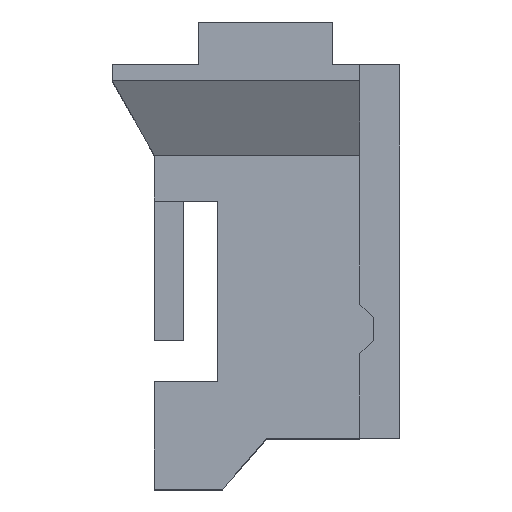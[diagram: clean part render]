
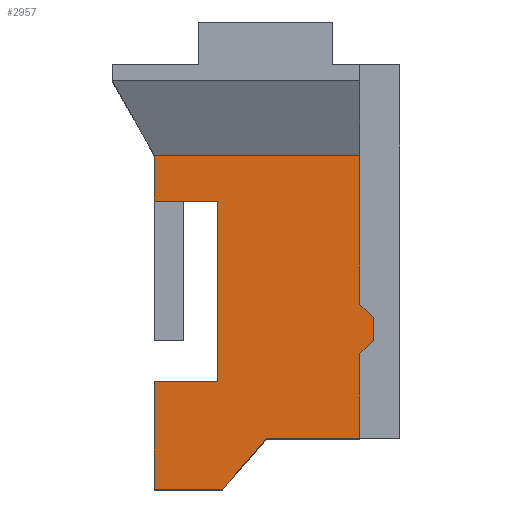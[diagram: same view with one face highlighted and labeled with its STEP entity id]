
A CAD part, top view. The second image highlights one B-rep face of the part: STEP entity #2957.
In plain terms, the highlighted planar face has unit normal (0, 0, 1).
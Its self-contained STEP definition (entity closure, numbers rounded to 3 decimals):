
#30 = EDGE_CURVE ( 'NONE', #4091, #805, #5682, .T. ) ;
#53 = ORIENTED_EDGE ( 'NONE', *, *, #3965, .T. ) ;
#147 = ORIENTED_EDGE ( 'NONE', *, *, #5514, .F. ) ;
#209 = VERTEX_POINT ( 'NONE', #6496 ) ;
#213 = DIRECTION ( 'NONE',  ( 0., 1., 0. ) ) ;
#248 = VERTEX_POINT ( 'NONE', #4779 ) ;
#318 = DIRECTION ( 'NONE',  ( 1., 0., 0. ) ) ;
#367 = DIRECTION ( 'NONE',  ( 1., 0., 0. ) ) ;
#420 = DIRECTION ( 'NONE',  ( 0., 0., -1. ) ) ;
#440 = CARTESIAN_POINT ( 'NONE',  ( -0.675, 1.613, 3.265 ) ) ;
#445 = CARTESIAN_POINT ( 'NONE',  ( 1.666, 2.569, 3.265 ) ) ;
#452 = CARTESIAN_POINT ( 'NONE',  ( -1.615, 4.318, 3.265 ) ) ;
#480 = LINE ( 'NONE', #3895, #6373 ) ;
#512 = VECTOR ( 'NONE', #6766, 1000. ) ;
#526 = VECTOR ( 'NONE', #985, 1000. ) ;
#536 = ORIENTED_EDGE ( 'NONE', *, *, #1183, .T. ) ;
#657 = LINE ( 'NONE', #5622, #512 ) ;
#682 = VERTEX_POINT ( 'NONE', #4457 ) ;
#698 = LINE ( 'NONE', #3424, #6770 ) ;
#699 = CARTESIAN_POINT ( 'NONE',  ( -1.615, 5.004, 3.265 ) ) ;
#701 = VECTOR ( 'NONE', #2192, 1000. ) ;
#771 = EDGE_CURVE ( 'NONE', #1661, #248, #7331, .T. ) ;
#805 = VERTEX_POINT ( 'NONE', #3344 ) ;
#807 = EDGE_CURVE ( 'NONE', #805, #2124, #3998, .T. ) ;
#985 = DIRECTION ( 'NONE',  ( -0.707, 0.707, 0. ) ) ;
#1031 = CARTESIAN_POINT ( 'NONE',  ( 1.463, 2.772, 3.265 ) ) ;
#1110 = ORIENTED_EDGE ( 'NONE', *, *, #7145, .F. ) ;
#1139 = PLANE ( 'NONE',  #3829 ) ;
#1183 = EDGE_CURVE ( 'NONE', #682, #5368, #480, .T. ) ;
#1236 = LINE ( 'NONE', #5197, #4056 ) ;
#1277 = DIRECTION ( 'NONE',  ( 0., 1., 0. ) ) ;
#1304 = LINE ( 'NONE', #699, #4426 ) ;
#1533 = LINE ( 'NONE', #1031, #526 ) ;
#1661 = VERTEX_POINT ( 'NONE', #2932 ) ;
#1678 = DIRECTION ( 'NONE',  ( 0.707, 0.707, 0. ) ) ;
#1749 = CARTESIAN_POINT ( 'NONE',  ( -1.615, 5.004, 3.265 ) ) ;
#1904 = ORIENTED_EDGE ( 'NONE', *, *, #5315, .T. ) ;
#1948 = EDGE_CURVE ( 'NONE', #5567, #209, #5670, .T. ) ;
#2111 = LINE ( 'NONE', #7110, #2374 ) ;
#2124 = VERTEX_POINT ( 'NONE', #7166 ) ;
#2192 = DIRECTION ( 'NONE',  ( 0., 1., 0. ) ) ;
#2256 = CARTESIAN_POINT ( 'NONE',  ( 0.066, 0.762, 3.265 ) ) ;
#2311 = ORIENTED_EDGE ( 'NONE', *, *, #6889, .T. ) ;
#2339 = CARTESIAN_POINT ( 'NONE',  ( 1.666, 2.235, 3.265 ) ) ;
#2374 = VECTOR ( 'NONE', #367, 1000. ) ;
#2847 = CARTESIAN_POINT ( 'NONE',  ( 1.463, 0., 3.265 ) ) ;
#2863 = CARTESIAN_POINT ( 'NONE',  ( -0.675, 1.613, 3.265 ) ) ;
#2932 = CARTESIAN_POINT ( 'NONE',  ( 1.463, 2.772, 3.265 ) ) ;
#2957 = ADVANCED_FACE ( 'NONE', ( #6092 ), #1139, .F. ) ;
#2970 = VERTEX_POINT ( 'NONE', #452 ) ;
#3007 = CARTESIAN_POINT ( 'NONE',  ( -1.615, 0., 3.265 ) ) ;
#3139 = DIRECTION ( 'NONE',  ( 0.655, 0.756, 0. ) ) ;
#3185 = VERTEX_POINT ( 'NONE', #3007 ) ;
#3192 = EDGE_CURVE ( 'NONE', #209, #3185, #1304, .T. ) ;
#3269 = ORIENTED_EDGE ( 'NONE', *, *, #7237, .T. ) ;
#3291 = CARTESIAN_POINT ( 'NONE',  ( -0.595, 0., 3.265 ) ) ;
#3344 = CARTESIAN_POINT ( 'NONE',  ( 0.066, 0.762, 3.265 ) ) ;
#3424 = CARTESIAN_POINT ( 'NONE',  ( 1.666, 2.569, 3.265 ) ) ;
#3573 = EDGE_CURVE ( 'NONE', #5991, #1661, #1533, .T. ) ;
#3696 = CARTESIAN_POINT ( 'NONE',  ( -2.25, 0., 3.265 ) ) ;
#3783 = VECTOR ( 'NONE', #3139, 1000. ) ;
#3829 = AXIS2_PLACEMENT_3D ( 'NONE', #7343, #420, #3940 ) ;
#3876 = ORIENTED_EDGE ( 'NONE', *, *, #3192, .T. ) ;
#3895 = CARTESIAN_POINT ( 'NONE',  ( 1.463, 2.032, 3.265 ) ) ;
#3940 = DIRECTION ( 'NONE',  ( -1., 0., 0. ) ) ;
#3965 = EDGE_CURVE ( 'NONE', #2124, #682, #6440, .T. ) ;
#3998 = LINE ( 'NONE', #2256, #4496 ) ;
#4056 = VECTOR ( 'NONE', #1277, 1000. ) ;
#4091 = VERTEX_POINT ( 'NONE', #3291 ) ;
#4101 = CARTESIAN_POINT ( 'NONE',  ( -0.595, 0., 3.265 ) ) ;
#4215 = ORIENTED_EDGE ( 'NONE', *, *, #1948, .T. ) ;
#4426 = VECTOR ( 'NONE', #6322, 1000. ) ;
#4457 = CARTESIAN_POINT ( 'NONE',  ( 1.463, 2.032, 3.265 ) ) ;
#4489 = ORIENTED_EDGE ( 'NONE', *, *, #3573, .T. ) ;
#4496 = VECTOR ( 'NONE', #6237, 1000. ) ;
#4504 = DIRECTION ( 'NONE',  ( 0., -1., 0. ) ) ;
#4652 = VECTOR ( 'NONE', #318, 1000. ) ;
#4748 = VECTOR ( 'NONE', #6791, 1000. ) ;
#4779 = CARTESIAN_POINT ( 'NONE',  ( 1.463, 5.004, 3.265 ) ) ;
#4980 = VECTOR ( 'NONE', #4504, 1000. ) ;
#5102 = DIRECTION ( 'NONE',  ( 0., 1., 0. ) ) ;
#5110 = VECTOR ( 'NONE', #213, 1000. ) ;
#5197 = CARTESIAN_POINT ( 'NONE',  ( -0.675, 4.318, 3.265 ) ) ;
#5315 = EDGE_CURVE ( 'NONE', #6073, #2970, #5750, .T. ) ;
#5330 = CARTESIAN_POINT ( 'NONE',  ( 1.463, 0., 3.265 ) ) ;
#5368 = VERTEX_POINT ( 'NONE', #2339 ) ;
#5514 = EDGE_CURVE ( 'NONE', #6073, #248, #2111, .T. ) ;
#5567 = VERTEX_POINT ( 'NONE', #440 ) ;
#5622 = CARTESIAN_POINT ( 'NONE',  ( -0.675, 4.318, 3.265 ) ) ;
#5670 = LINE ( 'NONE', #2863, #4748 ) ;
#5682 = LINE ( 'NONE', #4101, #3783 ) ;
#5750 = LINE ( 'NONE', #6751, #4980 ) ;
#5847 = EDGE_LOOP ( 'NONE', ( #6660, #4215, #3876, #3269, #6107, #7098, #53, #536, #2311, #4489, #6129, #147, #1904, #1110 ) ) ;
#5991 = VERTEX_POINT ( 'NONE', #445 ) ;
#6073 = VERTEX_POINT ( 'NONE', #1749 ) ;
#6092 = FACE_OUTER_BOUND ( 'NONE', #5847, .T. ) ;
#6107 = ORIENTED_EDGE ( 'NONE', *, *, #30, .T. ) ;
#6129 = ORIENTED_EDGE ( 'NONE', *, *, #771, .T. ) ;
#6229 = CARTESIAN_POINT ( 'NONE',  ( -0.675, 4.318, 3.265 ) ) ;
#6237 = DIRECTION ( 'NONE',  ( 1., 0., 0. ) ) ;
#6322 = DIRECTION ( 'NONE',  ( 0., -1., 0. ) ) ;
#6373 = VECTOR ( 'NONE', #1678, 1000. ) ;
#6440 = LINE ( 'NONE', #5330, #5110 ) ;
#6457 = LINE ( 'NONE', #3696, #4652 ) ;
#6496 = CARTESIAN_POINT ( 'NONE',  ( -1.615, 1.613, 3.265 ) ) ;
#6660 = ORIENTED_EDGE ( 'NONE', *, *, #6935, .F. ) ;
#6681 = VERTEX_POINT ( 'NONE', #6229 ) ;
#6751 = CARTESIAN_POINT ( 'NONE',  ( -1.615, 5.004, 3.265 ) ) ;
#6766 = DIRECTION ( 'NONE',  ( -1., 0., 0. ) ) ;
#6770 = VECTOR ( 'NONE', #5102, 1000. ) ;
#6791 = DIRECTION ( 'NONE',  ( -1., 0., 0. ) ) ;
#6889 = EDGE_CURVE ( 'NONE', #5368, #5991, #698, .T. ) ;
#6935 = EDGE_CURVE ( 'NONE', #5567, #6681, #1236, .T. ) ;
#7098 = ORIENTED_EDGE ( 'NONE', *, *, #807, .T. ) ;
#7110 = CARTESIAN_POINT ( 'NONE',  ( -2.25, 5.004, 3.265 ) ) ;
#7145 = EDGE_CURVE ( 'NONE', #6681, #2970, #657, .T. ) ;
#7166 = CARTESIAN_POINT ( 'NONE',  ( 1.463, 0.762, 3.265 ) ) ;
#7237 = EDGE_CURVE ( 'NONE', #3185, #4091, #6457, .T. ) ;
#7331 = LINE ( 'NONE', #2847, #701 ) ;
#7343 = CARTESIAN_POINT ( 'NONE',  ( -2.25, 0., 3.265 ) ) ;
